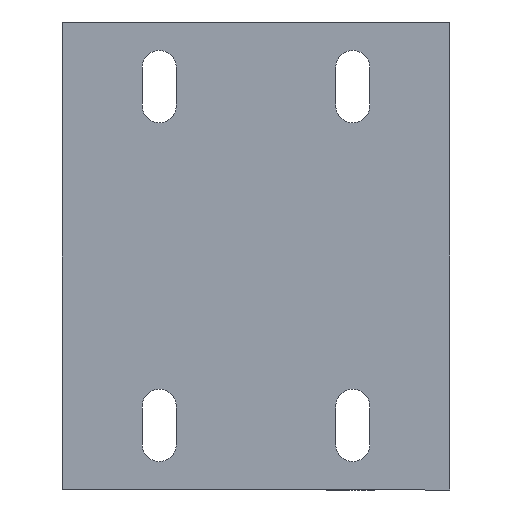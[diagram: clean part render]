
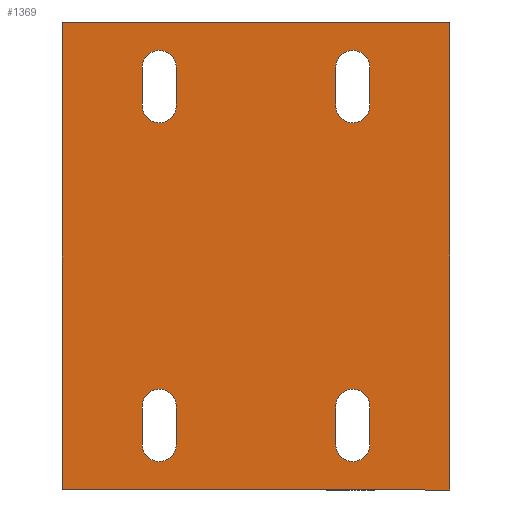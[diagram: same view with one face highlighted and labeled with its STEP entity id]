
A CAD part, front view. The second image highlights one B-rep face of the part: STEP entity #1369.
In plain terms, the highlighted planar face has unit normal (0, -1, 0).
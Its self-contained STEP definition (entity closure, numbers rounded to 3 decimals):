
#46=FACE_BOUND('',#187,.T.);
#47=FACE_BOUND('',#188,.T.);
#48=FACE_BOUND('',#189,.T.);
#49=FACE_BOUND('',#190,.T.);
#78=CIRCLE('',#1475,3.5);
#79=CIRCLE('',#1476,3.5);
#80=CIRCLE('',#1477,3.5);
#81=CIRCLE('',#1478,3.5);
#82=CIRCLE('',#1479,3.5);
#83=CIRCLE('',#1480,3.5);
#84=CIRCLE('',#1481,3.5);
#85=CIRCLE('',#1482,3.5);
#112=FACE_OUTER_BOUND('',#186,.T.);
#186=EDGE_LOOP('',(#920,#921,#922,#923,#924,#925,#926,#927));
#187=EDGE_LOOP('',(#928,#929,#930,#931));
#188=EDGE_LOOP('',(#932,#933,#934,#935));
#189=EDGE_LOOP('',(#936,#937,#938,#939));
#190=EDGE_LOOP('',(#940,#941,#942,#943));
#295=LINE('',#2039,#439);
#296=LINE('',#2041,#440);
#297=LINE('',#2043,#441);
#298=LINE('',#2045,#442);
#299=LINE('',#2047,#443);
#300=LINE('',#2049,#444);
#301=LINE('',#2051,#445);
#302=LINE('',#2052,#446);
#303=LINE('',#2057,#447);
#304=LINE('',#2060,#448);
#305=LINE('',#2065,#449);
#306=LINE('',#2068,#450);
#307=LINE('',#2073,#451);
#308=LINE('',#2076,#452);
#309=LINE('',#2081,#453);
#310=LINE('',#2084,#454);
#439=VECTOR('',#1639,10.);
#440=VECTOR('',#1640,10.);
#441=VECTOR('',#1641,10.);
#442=VECTOR('',#1642,10.);
#443=VECTOR('',#1643,10.);
#444=VECTOR('',#1644,10.);
#445=VECTOR('',#1645,10.);
#446=VECTOR('',#1646,10.);
#447=VECTOR('',#1649,10.);
#448=VECTOR('',#1652,10.);
#449=VECTOR('',#1655,10.);
#450=VECTOR('',#1658,10.);
#451=VECTOR('',#1661,10.);
#452=VECTOR('',#1664,10.);
#453=VECTOR('',#1667,10.);
#454=VECTOR('',#1670,10.);
#598=VERTEX_POINT('',#2037);
#599=VERTEX_POINT('',#2038);
#600=VERTEX_POINT('',#2040);
#601=VERTEX_POINT('',#2042);
#602=VERTEX_POINT('',#2044);
#603=VERTEX_POINT('',#2046);
#604=VERTEX_POINT('',#2048);
#605=VERTEX_POINT('',#2050);
#606=VERTEX_POINT('',#2053);
#607=VERTEX_POINT('',#2054);
#608=VERTEX_POINT('',#2056);
#609=VERTEX_POINT('',#2058);
#610=VERTEX_POINT('',#2061);
#611=VERTEX_POINT('',#2062);
#612=VERTEX_POINT('',#2064);
#613=VERTEX_POINT('',#2066);
#614=VERTEX_POINT('',#2069);
#615=VERTEX_POINT('',#2070);
#616=VERTEX_POINT('',#2072);
#617=VERTEX_POINT('',#2074);
#618=VERTEX_POINT('',#2077);
#619=VERTEX_POINT('',#2078);
#620=VERTEX_POINT('',#2080);
#621=VERTEX_POINT('',#2082);
#727=EDGE_CURVE('',#598,#599,#295,.T.);
#728=EDGE_CURVE('',#600,#598,#296,.T.);
#729=EDGE_CURVE('',#601,#600,#297,.T.);
#730=EDGE_CURVE('',#602,#601,#298,.T.);
#731=EDGE_CURVE('',#603,#602,#299,.T.);
#732=EDGE_CURVE('',#603,#604,#300,.T.);
#733=EDGE_CURVE('',#605,#604,#301,.T.);
#734=EDGE_CURVE('',#599,#605,#302,.T.);
#735=EDGE_CURVE('',#606,#607,#78,.T.);
#736=EDGE_CURVE('',#607,#608,#303,.T.);
#737=EDGE_CURVE('',#608,#609,#79,.T.);
#738=EDGE_CURVE('',#609,#606,#304,.T.);
#739=EDGE_CURVE('',#610,#611,#80,.T.);
#740=EDGE_CURVE('',#611,#612,#305,.T.);
#741=EDGE_CURVE('',#612,#613,#81,.T.);
#742=EDGE_CURVE('',#613,#610,#306,.T.);
#743=EDGE_CURVE('',#614,#615,#82,.T.);
#744=EDGE_CURVE('',#615,#616,#307,.T.);
#745=EDGE_CURVE('',#616,#617,#83,.T.);
#746=EDGE_CURVE('',#617,#614,#308,.T.);
#747=EDGE_CURVE('',#618,#619,#84,.T.);
#748=EDGE_CURVE('',#619,#620,#309,.T.);
#749=EDGE_CURVE('',#620,#621,#85,.T.);
#750=EDGE_CURVE('',#621,#618,#310,.T.);
#920=ORIENTED_EDGE('',*,*,#727,.F.);
#921=ORIENTED_EDGE('',*,*,#728,.F.);
#922=ORIENTED_EDGE('',*,*,#729,.F.);
#923=ORIENTED_EDGE('',*,*,#730,.F.);
#924=ORIENTED_EDGE('',*,*,#731,.F.);
#925=ORIENTED_EDGE('',*,*,#732,.T.);
#926=ORIENTED_EDGE('',*,*,#733,.F.);
#927=ORIENTED_EDGE('',*,*,#734,.F.);
#928=ORIENTED_EDGE('',*,*,#735,.T.);
#929=ORIENTED_EDGE('',*,*,#736,.T.);
#930=ORIENTED_EDGE('',*,*,#737,.T.);
#931=ORIENTED_EDGE('',*,*,#738,.T.);
#932=ORIENTED_EDGE('',*,*,#739,.T.);
#933=ORIENTED_EDGE('',*,*,#740,.T.);
#934=ORIENTED_EDGE('',*,*,#741,.T.);
#935=ORIENTED_EDGE('',*,*,#742,.T.);
#936=ORIENTED_EDGE('',*,*,#743,.T.);
#937=ORIENTED_EDGE('',*,*,#744,.T.);
#938=ORIENTED_EDGE('',*,*,#745,.T.);
#939=ORIENTED_EDGE('',*,*,#746,.T.);
#940=ORIENTED_EDGE('',*,*,#747,.T.);
#941=ORIENTED_EDGE('',*,*,#748,.T.);
#942=ORIENTED_EDGE('',*,*,#749,.T.);
#943=ORIENTED_EDGE('',*,*,#750,.T.);
#1260=PLANE('',#1474);
#1369=ADVANCED_FACE('',(#112,#46,#47,#48,#49),#1260,.F.);
#1474=AXIS2_PLACEMENT_3D('',#2036,#1637,#1638);
#1475=AXIS2_PLACEMENT_3D('',#2055,#1647,#1648);
#1476=AXIS2_PLACEMENT_3D('',#2059,#1650,#1651);
#1477=AXIS2_PLACEMENT_3D('',#2063,#1653,#1654);
#1478=AXIS2_PLACEMENT_3D('',#2067,#1656,#1657);
#1479=AXIS2_PLACEMENT_3D('',#2071,#1659,#1660);
#1480=AXIS2_PLACEMENT_3D('',#2075,#1662,#1663);
#1481=AXIS2_PLACEMENT_3D('',#2079,#1665,#1666);
#1482=AXIS2_PLACEMENT_3D('',#2083,#1668,#1669);
#1637=DIRECTION('center_axis',(0.,1.,0.));
#1638=DIRECTION('ref_axis',(0.,0.,1.));
#1639=DIRECTION('',(0.,0.,-1.));
#1640=DIRECTION('',(0.,0.,-1.));
#1641=DIRECTION('',(0.,0.,-1.));
#1642=DIRECTION('',(1.,0.,0.));
#1643=DIRECTION('',(0.,0.,1.));
#1644=DIRECTION('',(0.,0.,-1.));
#1645=DIRECTION('',(0.,0.,1.));
#1646=DIRECTION('',(-1.,0.,0.));
#1647=DIRECTION('center_axis',(0.,1.,0.));
#1648=DIRECTION('ref_axis',(1.,0.,0.));
#1649=DIRECTION('',(0.,0.,-1.));
#1650=DIRECTION('center_axis',(0.,1.,0.));
#1651=DIRECTION('ref_axis',(-1.,0.,0.));
#1652=DIRECTION('',(0.,0.,1.));
#1653=DIRECTION('center_axis',(0.,1.,0.));
#1654=DIRECTION('ref_axis',(1.,0.,0.));
#1655=DIRECTION('',(0.,0.,-1.));
#1656=DIRECTION('center_axis',(0.,1.,0.));
#1657=DIRECTION('ref_axis',(-1.,0.,0.));
#1658=DIRECTION('',(0.,0.,1.));
#1659=DIRECTION('center_axis',(0.,1.,0.));
#1660=DIRECTION('ref_axis',(1.,0.,0.));
#1661=DIRECTION('',(0.,0.,-1.));
#1662=DIRECTION('center_axis',(0.,1.,0.));
#1663=DIRECTION('ref_axis',(-1.,0.,0.));
#1664=DIRECTION('',(0.,0.,1.));
#1665=DIRECTION('center_axis',(0.,1.,0.));
#1666=DIRECTION('ref_axis',(1.,0.,0.));
#1667=DIRECTION('',(0.,0.,-1.));
#1668=DIRECTION('center_axis',(0.,1.,0.));
#1669=DIRECTION('ref_axis',(-1.,0.,0.));
#1670=DIRECTION('',(0.,0.,1.));
#2036=CARTESIAN_POINT('Origin',(0.,0.,
-77.25));
#2037=CARTESIAN_POINT('',(40.,0.,-46.369));
#2038=CARTESIAN_POINT('',(40.,0.,-48.369));
#2039=CARTESIAN_POINT('',(40.,0.,-15.44));
#2040=CARTESIAN_POINT('',(40.,0.,46.369));
#2041=CARTESIAN_POINT('',(40.,0.,47.));
#2042=CARTESIAN_POINT('',(40.,0.,48.369));
#2043=CARTESIAN_POINT('',(40.,0.,-15.44));
#2044=CARTESIAN_POINT('',(-40.,0.,48.369));
#2045=CARTESIAN_POINT('',(0.,0.,48.369));
#2046=CARTESIAN_POINT('',(-40.,0.,46.369));
#2047=CARTESIAN_POINT('',(-40.,0.,-13.565));
#2048=CARTESIAN_POINT('',(-40.,0.,-46.369));
#2049=CARTESIAN_POINT('',(-40.,0.,47.));
#2050=CARTESIAN_POINT('',(-40.,0.,-48.369));
#2051=CARTESIAN_POINT('',(-40.,0.,-13.565));
#2052=CARTESIAN_POINT('',(0.,0.,-48.369));
#2053=CARTESIAN_POINT('',(16.5,0.,39.));
#2054=CARTESIAN_POINT('',(23.5,0.,39.));
#2055=CARTESIAN_POINT('Origin',(20.,0.,39.));
#2056=CARTESIAN_POINT('',(23.5,0.,31.));
#2057=CARTESIAN_POINT('',(23.5,0.,15.5));
#2058=CARTESIAN_POINT('',(16.5,0.,31.));
#2059=CARTESIAN_POINT('Origin',(20.,0.,31.));
#2060=CARTESIAN_POINT('',(16.5,0.,19.5));
#2061=CARTESIAN_POINT('',(-23.5,0.,39.));
#2062=CARTESIAN_POINT('',(-16.5,0.,39.));
#2063=CARTESIAN_POINT('Origin',(-20.,0.,39.));
#2064=CARTESIAN_POINT('',(-16.5,0.,31.));
#2065=CARTESIAN_POINT('',(-16.5,0.,15.5));
#2066=CARTESIAN_POINT('',(-23.5,0.,31.));
#2067=CARTESIAN_POINT('Origin',(-20.,0.,31.));
#2068=CARTESIAN_POINT('',(-23.5,0.,19.5));
#2069=CARTESIAN_POINT('',(-23.5,0.,-31.));
#2070=CARTESIAN_POINT('',(-16.5,0.,-31.));
#2071=CARTESIAN_POINT('Origin',(-20.,0.,-31.));
#2072=CARTESIAN_POINT('',(-16.5,0.,-39.));
#2073=CARTESIAN_POINT('',(-16.5,0.,-19.5));
#2074=CARTESIAN_POINT('',(-23.5,0.,-39.));
#2075=CARTESIAN_POINT('Origin',(-20.,0.,-39.));
#2076=CARTESIAN_POINT('',(-23.5,0.,-15.5));
#2077=CARTESIAN_POINT('',(16.5,0.,-31.));
#2078=CARTESIAN_POINT('',(23.5,0.,-31.));
#2079=CARTESIAN_POINT('Origin',(20.,0.,-31.));
#2080=CARTESIAN_POINT('',(23.5,0.,-39.));
#2081=CARTESIAN_POINT('',(23.5,0.,-19.5));
#2082=CARTESIAN_POINT('',(16.5,0.,-39.));
#2083=CARTESIAN_POINT('Origin',(20.,0.,-39.));
#2084=CARTESIAN_POINT('',(16.5,0.,-15.5));
